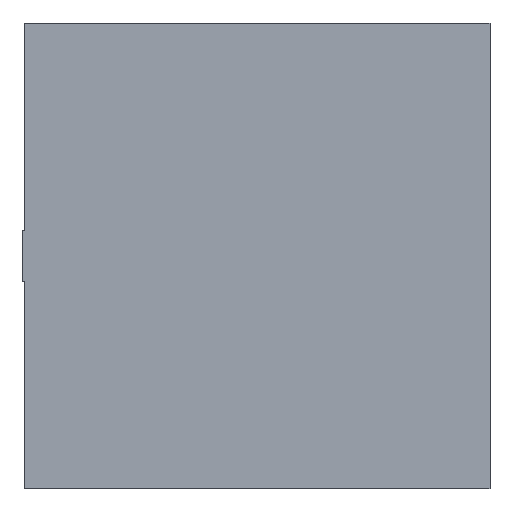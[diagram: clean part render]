
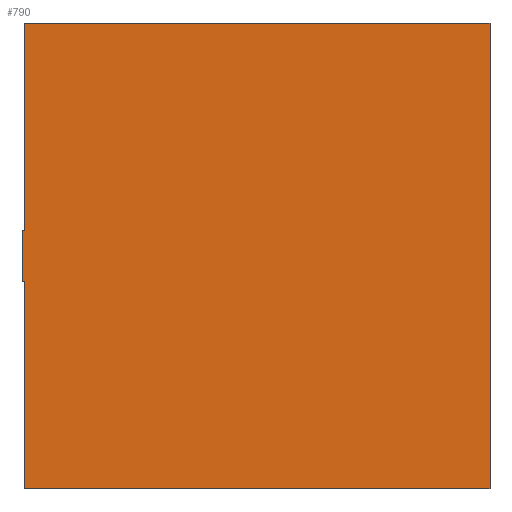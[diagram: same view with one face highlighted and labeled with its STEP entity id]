
A CAD part, top view. The second image highlights one B-rep face of the part: STEP entity #790.
In plain terms, the highlighted planar face has unit normal (0, 0, 1).
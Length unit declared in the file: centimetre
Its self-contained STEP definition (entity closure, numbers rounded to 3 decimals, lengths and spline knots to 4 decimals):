
#58=FACE_OUTER_BOUND('',#102,.T.);
#102=EDGE_LOOP('',(#707,#708,#709,#710,#711,#712,#713,#714));
#191=LINE('',#1208,#299);
#193=LINE('',#1214,#301);
#196=LINE('',#1218,#304);
#197=LINE('',#1221,#305);
#202=LINE('',#1230,#310);
#203=LINE('',#1233,#311);
#206=LINE('',#1239,#314);
#209=LINE('',#1244,#317);
#299=VECTOR('',#991,1.);
#301=VECTOR('',#995,1.);
#304=VECTOR('',#1000,1.);
#305=VECTOR('',#1003,1.);
#310=VECTOR('',#1010,1.);
#311=VECTOR('',#1013,1.);
#314=VECTOR('',#1018,1.);
#317=VECTOR('',#1023,1.);
#378=VERTEX_POINT('',#1203);
#379=VERTEX_POINT('',#1206);
#380=VERTEX_POINT('',#1210);
#382=VERTEX_POINT('',#1213);
#383=VERTEX_POINT('',#1220);
#386=VERTEX_POINT('',#1228);
#387=VERTEX_POINT('',#1232);
#389=VERTEX_POINT('',#1238);
#479=EDGE_CURVE('',#378,#379,#191,.T.);
#481=EDGE_CURVE('',#380,#382,#193,.T.);
#484=EDGE_CURVE('',#382,#379,#196,.T.);
#485=EDGE_CURVE('',#378,#383,#197,.T.);
#490=EDGE_CURVE('',#386,#380,#202,.T.);
#491=EDGE_CURVE('',#383,#387,#203,.T.);
#494=EDGE_CURVE('',#389,#386,#206,.T.);
#497=EDGE_CURVE('',#387,#389,#209,.T.);
#707=ORIENTED_EDGE('',*,*,#497,.F.);
#708=ORIENTED_EDGE('',*,*,#491,.F.);
#709=ORIENTED_EDGE('',*,*,#485,.F.);
#710=ORIENTED_EDGE('',*,*,#479,.T.);
#711=ORIENTED_EDGE('',*,*,#484,.F.);
#712=ORIENTED_EDGE('',*,*,#481,.F.);
#713=ORIENTED_EDGE('',*,*,#490,.F.);
#714=ORIENTED_EDGE('',*,*,#494,.F.);
#752=PLANE('',#842);
#790=ADVANCED_FACE('',(#58),#752,.F.);
#842=AXIS2_PLACEMENT_3D('',#1247,#1027,#1028);
#991=DIRECTION('',(-1.,0.,0.));
#995=DIRECTION('',(-1.,0.,0.));
#1000=DIRECTION('',(0.,1.,0.));
#1003=DIRECTION('',(0.,1.,0.));
#1010=DIRECTION('',(0.,1.,0.));
#1013=DIRECTION('',(1.,0.,0.));
#1018=DIRECTION('',(-1.,0.,0.));
#1023=DIRECTION('',(0.,-1.,0.));
#1027=DIRECTION('center_axis',(0.,0.,-1.));
#1028=DIRECTION('ref_axis',(-1.,0.,0.));
#1203=CARTESIAN_POINT('',(-89.5,10.,0.));
#1206=CARTESIAN_POINT('',(-90.5,10.,0.));
#1208=CARTESIAN_POINT('',(-89.5,10.,0.));
#1210=CARTESIAN_POINT('',(-89.5,-10.,0.));
#1213=CARTESIAN_POINT('',(-90.5,-10.,0.));
#1214=CARTESIAN_POINT('',(-89.5,-10.,0.));
#1218=CARTESIAN_POINT('',(-90.5,-10.,0.));
#1220=CARTESIAN_POINT('',(-89.5,90.,0.));
#1221=CARTESIAN_POINT('',(-89.5,-90.,0.));
#1228=CARTESIAN_POINT('',(-89.5,-90.,0.));
#1230=CARTESIAN_POINT('',(-89.5,-90.,0.));
#1232=CARTESIAN_POINT('',(90.5,90.,0.));
#1233=CARTESIAN_POINT('',(-89.5,90.,0.));
#1238=CARTESIAN_POINT('',(90.5,-90.,0.));
#1239=CARTESIAN_POINT('',(90.5,-90.,0.));
#1244=CARTESIAN_POINT('',(90.5,90.,0.));
#1247=CARTESIAN_POINT('Origin',(0.5,0.,0.));
